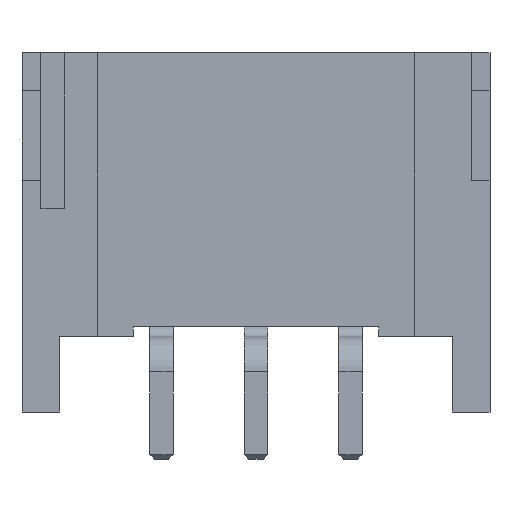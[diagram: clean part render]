
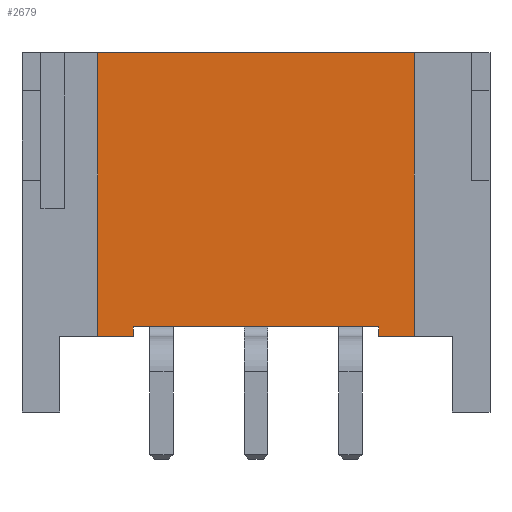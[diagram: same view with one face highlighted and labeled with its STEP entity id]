
A CAD part, front view. The second image highlights one B-rep face of the part: STEP entity #2679.
In plain terms, the highlighted planar face has unit normal (0, -1, 0).
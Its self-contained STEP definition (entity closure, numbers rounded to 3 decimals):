
#129=FACE_OUTER_BOUND('',#272,.T.);
#272=EDGE_LOOP('',(#1986,#1987,#1988,#1989,#1990,#1991,#1992,#1993));
#485=LINE('',#3952,#844);
#486=LINE('',#3954,#845);
#487=LINE('',#3956,#846);
#488=LINE('',#3958,#847);
#489=LINE('',#3960,#848);
#490=LINE('',#3962,#849);
#491=LINE('',#3964,#850);
#492=LINE('',#3965,#851);
#844=VECTOR('',#3235,1.2);
#845=VECTOR('',#3236,0.2);
#846=VECTOR('',#3237,0.75);
#847=VECTOR('',#3238,6.);
#848=VECTOR('',#3239,4.7);
#849=VECTOR('',#3240,6.);
#850=VECTOR('',#3241,0.75);
#851=VECTOR('',#3242,0.2);
#1173=VERTEX_POINT('',#3950);
#1174=VERTEX_POINT('',#3951);
#1175=VERTEX_POINT('',#3953);
#1176=VERTEX_POINT('',#3955);
#1177=VERTEX_POINT('',#3957);
#1178=VERTEX_POINT('',#3959);
#1179=VERTEX_POINT('',#3961);
#1180=VERTEX_POINT('',#3963);
#1473=EDGE_CURVE('',#1173,#1174,#485,.F.);
#1474=EDGE_CURVE('',#1175,#1173,#486,.T.);
#1475=EDGE_CURVE('',#1176,#1175,#487,.F.);
#1476=EDGE_CURVE('',#1176,#1177,#488,.F.);
#1477=EDGE_CURVE('',#1178,#1177,#489,.T.);
#1478=EDGE_CURVE('',#1178,#1179,#490,.F.);
#1479=EDGE_CURVE('',#1180,#1179,#491,.F.);
#1480=EDGE_CURVE('',#1180,#1174,#492,.T.);
#1986=ORIENTED_EDGE('',*,*,#1473,.F.);
#1987=ORIENTED_EDGE('',*,*,#1474,.F.);
#1988=ORIENTED_EDGE('',*,*,#1475,.F.);
#1989=ORIENTED_EDGE('',*,*,#1476,.T.);
#1990=ORIENTED_EDGE('',*,*,#1477,.F.);
#1991=ORIENTED_EDGE('',*,*,#1478,.T.);
#1992=ORIENTED_EDGE('',*,*,#1479,.F.);
#1993=ORIENTED_EDGE('',*,*,#1480,.T.);
#2540=PLANE('',#2860);
#2679=ADVANCED_FACE('',(#129),#2540,.F.);
#2860=AXIS2_PLACEMENT_3D('',#3949,#3233,#3234);
#3233=DIRECTION('center_axis',(0.,1.,0.));
#3234=DIRECTION('ref_axis',(0.,0.,1.));
#3235=DIRECTION('',(1.,0.,0.));
#3236=DIRECTION('',(0.,0.,1.));
#3237=DIRECTION('',(1.,0.,0.));
#3238=DIRECTION('',(0.,0.,-1.));
#3239=DIRECTION('',(1.,0.,0.));
#3240=DIRECTION('',(0.,0.,1.));
#3241=DIRECTION('',(1.,0.,0.));
#3242=DIRECTION('',(0.,0.,1.));
#3949=CARTESIAN_POINT('Origin',(-4.35,0.2,0.));
#3950=CARTESIAN_POINT('',(1.6,0.2,-5.8));
#3951=CARTESIAN_POINT('',(-3.6,0.2,-5.8));
#3952=CARTESIAN_POINT('',(-3.6,0.2,-5.8));
#3953=CARTESIAN_POINT('',(1.6,0.2,-6.));
#3954=CARTESIAN_POINT('',(1.6,0.2,-6.));
#3955=CARTESIAN_POINT('',(2.35,0.2,-6.));
#3956=CARTESIAN_POINT('',(1.6,0.2,-6.));
#3957=CARTESIAN_POINT('',(2.35,0.2,0.));
#3958=CARTESIAN_POINT('',(2.35,0.2,0.));
#3959=CARTESIAN_POINT('',(-4.35,0.2,0.));
#3960=CARTESIAN_POINT('',(-4.35,0.2,0.));
#3961=CARTESIAN_POINT('',(-4.35,0.2,-6.));
#3962=CARTESIAN_POINT('',(-4.35,0.2,-6.));
#3963=CARTESIAN_POINT('',(-3.6,0.2,-6.));
#3964=CARTESIAN_POINT('',(-4.35,0.2,-6.));
#3965=CARTESIAN_POINT('',(-3.6,0.2,-6.));
